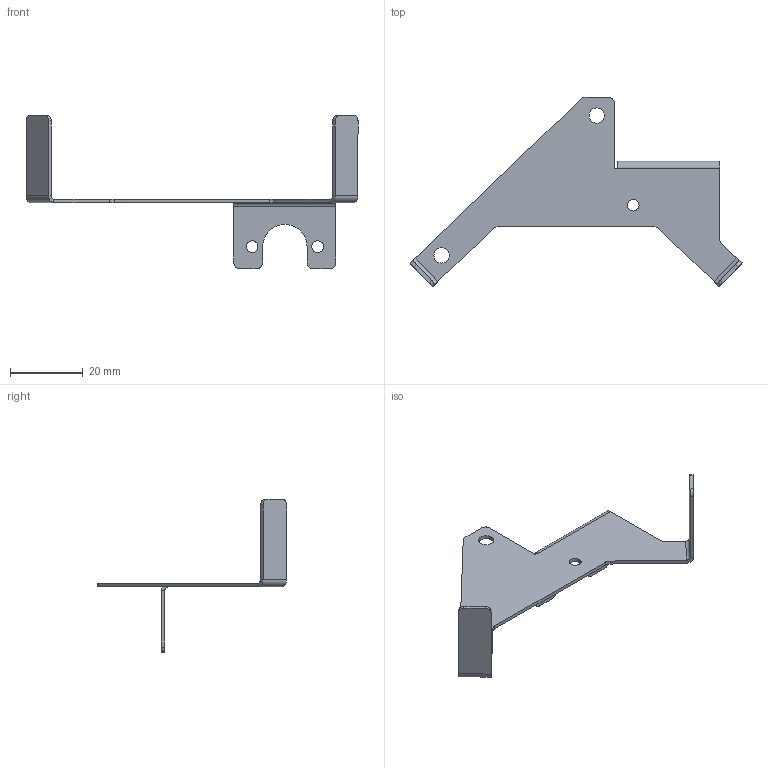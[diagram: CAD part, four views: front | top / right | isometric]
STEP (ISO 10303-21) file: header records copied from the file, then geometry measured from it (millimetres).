
FILE_DESCRIPTION (( 'STEP AP203' ), '1' );
FILE_NAME ('DSE2_Probe and Fan Mount.STEP', '2021-08-23T18:42:16', ( '' ), ( '' ), 'SwSTEP 2.0', 'SolidWorks 2020', '' );
FILE_SCHEMA (( 'CONFIG_CONTROL_DESIGN' ));
Length unit declared in the file: millimetre
Products named in the file (1): DSE2_Probe and Fan Mount
Bounding box: 91.13 x 51.97 x 42 mm (x, y, z)
Volume: 2537.6 mm3; surface area: 5534 mm2
Topology: 1 solids, 1 shells, 66 faces, 168 edges, 104 vertices
Faces by surface type: plane 35, cylinder 31
Entity records: 2079 total; most frequent: DIRECTION 364, CARTESIAN_POINT 339, ORIENTED_EDGE 336, EDGE_CURVE 168, AXIS2_PLACEMENT_3D 129, LINE 106, VECTOR 106, VERTEX_POINT 104
